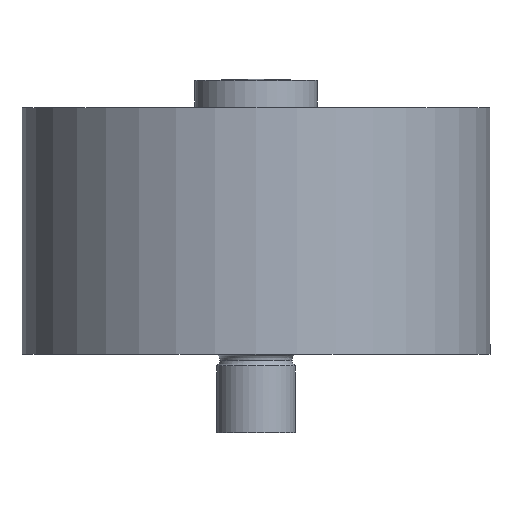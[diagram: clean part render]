
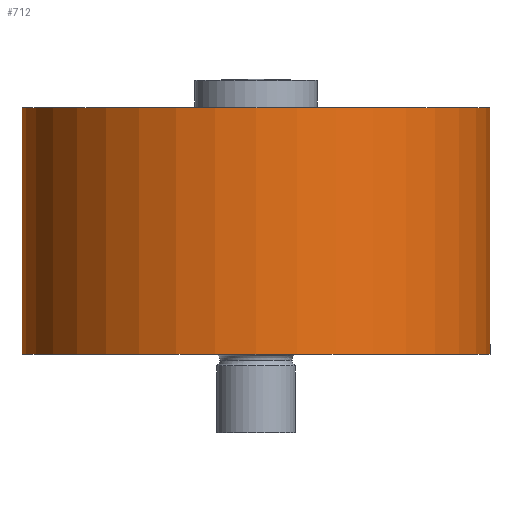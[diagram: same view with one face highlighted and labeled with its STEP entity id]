
A CAD part, front view. The second image highlights one B-rep face of the part: STEP entity #712.
In plain terms, the highlighted cylindrical face has radius 37.846 mm (diameter 75.692 mm), a full revolution.
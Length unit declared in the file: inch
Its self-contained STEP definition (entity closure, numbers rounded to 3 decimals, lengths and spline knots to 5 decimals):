
#629=CARTESIAN_POINT('',(0.0,0.,-0.68));
#630=DIRECTION('',(0.0,0.0,-1.0));
#631=DIRECTION('',(1.0,0.0,0.0));
#632=AXIS2_PLACEMENT_3D('',#629,#630,#631);
#633=CYLINDRICAL_SURFACE('',#632,1.49);
#634=CARTESIAN_POINT('',(-1.49,0.,-0.02));
#635=VERTEX_POINT('',#634);
#636=CARTESIAN_POINT('',(0.0,0.,-0.02));
#637=DIRECTION('',(0.0,0.0,-1.0));
#638=DIRECTION('',(1.0,0.0,0.0));
#639=AXIS2_PLACEMENT_3D('',#636,#637,#638);
#640=CIRCLE('',#639,1.49);
#641=EDGE_CURVE('',#635,#635,#640,.T.);
#642=ORIENTED_EDGE('',*,*,#641,.T.);
#643=EDGE_LOOP('',(#642));
#644=FACE_OUTER_BOUND('',#643,.T.);
#645=CARTESIAN_POINT('',(0.,-1.49,-1.025));
#646=VERTEX_POINT('',#645);
#647=CARTESIAN_POINT('',(0.,-1.49,-1.275));
#648=VERTEX_POINT('',#647);
#649=CARTESIAN_POINT('',(0.,-1.49,-1.025));
#650=CARTESIAN_POINT('',(0.00041,-1.49,-1.02503));
#651=CARTESIAN_POINT('',(0.00082,-1.49,-1.02507));
#652=CARTESIAN_POINT('',(0.01614,-1.48999,-1.02648));
#653=CARTESIAN_POINT('',(0.03069,-1.48975,-1.03048));
#654=CARTESIAN_POINT('',(0.05841,-1.48892,-1.04363));
#655=CARTESIAN_POINT('',(0.07127,-1.48833,-1.05294));
#656=CARTESIAN_POINT('',(0.09266,-1.48715,-1.07543));
#657=CARTESIAN_POINT('',(0.10114,-1.48658,-1.08836));
#658=CARTESIAN_POINT('',(0.11334,-1.4857,-1.11755));
#659=CARTESIAN_POINT('',(0.1166,-1.48543,-1.13368));
#660=CARTESIAN_POINT('',(0.1166,-1.48543,-1.16632));
#661=CARTESIAN_POINT('',(0.11334,-1.4857,-1.18245));
#662=CARTESIAN_POINT('',(0.10114,-1.48658,-1.21164));
#663=CARTESIAN_POINT('',(0.09266,-1.48715,-1.22457));
#664=CARTESIAN_POINT('',(0.07127,-1.48833,-1.24706));
#665=CARTESIAN_POINT('',(0.05841,-1.48892,-1.25637));
#666=CARTESIAN_POINT('',(0.03069,-1.48975,-1.26952));
#667=CARTESIAN_POINT('',(0.01614,-1.48999,-1.27352));
#668=CARTESIAN_POINT('',(0.00082,-1.49,-1.27493));
#669=CARTESIAN_POINT('',(0.00041,-1.49,-1.27497));
#670=CARTESIAN_POINT('',(0.,-1.49,-1.275));
#671=B_SPLINE_CURVE_WITH_KNOTS('',3,(#649,#650,#651,#652,#653,#654,#655,#656,#657,#658,#659,#660,#661,#662,#663,#664,#665,#666,#667,#668,#669,#670),.UNSPECIFIED.,.F.,.U.,(4,2,2,2,2,2,2,2,2,2,4),(-0.00124,0.0,0.04489,0.09208,0.13808,0.18706,0.23603,0.28203,0.32922,0.37411,0.37535),.UNSPECIFIED.);
#672=EDGE_CURVE('',#646,#648,#671,.T.);
#673=ORIENTED_EDGE('',*,*,#672,.T.);
#674=CARTESIAN_POINT('',(0.,-1.49,-1.275));
#675=CARTESIAN_POINT('',(-0.00041,-1.49,-1.27497));
#676=CARTESIAN_POINT('',(-0.00082,-1.49,-1.27493));
#677=CARTESIAN_POINT('',(-0.01614,-1.48999,-1.27352));
#678=CARTESIAN_POINT('',(-0.03069,-1.48975,-1.26952));
#679=CARTESIAN_POINT('',(-0.05841,-1.48892,-1.25637));
#680=CARTESIAN_POINT('',(-0.07127,-1.48833,-1.24706));
#681=CARTESIAN_POINT('',(-0.09266,-1.48715,-1.22457));
#682=CARTESIAN_POINT('',(-0.10114,-1.48658,-1.21164));
#683=CARTESIAN_POINT('',(-0.11334,-1.4857,-1.18245));
#684=CARTESIAN_POINT('',(-0.1166,-1.48543,-1.16632));
#685=CARTESIAN_POINT('',(-0.1166,-1.48543,-1.13368));
#686=CARTESIAN_POINT('',(-0.11334,-1.4857,-1.11755));
#687=CARTESIAN_POINT('',(-0.10114,-1.48658,-1.08836));
#688=CARTESIAN_POINT('',(-0.09266,-1.48715,-1.07543));
#689=CARTESIAN_POINT('',(-0.07127,-1.48833,-1.05294));
#690=CARTESIAN_POINT('',(-0.05841,-1.48892,-1.04363));
#691=CARTESIAN_POINT('',(-0.03069,-1.48975,-1.03048));
#692=CARTESIAN_POINT('',(-0.01614,-1.48999,-1.02648));
#693=CARTESIAN_POINT('',(-0.00082,-1.49,-1.02507));
#694=CARTESIAN_POINT('',(-0.00041,-1.49,-1.02503));
#695=CARTESIAN_POINT('',(0.,-1.49,-1.025));
#696=B_SPLINE_CURVE_WITH_KNOTS('',3,(#674,#675,#676,#677,#678,#679,#680,#681,#682,#683,#684,#685,#686,#687,#688,#689,#690,#691,#692,#693,#694,#695),.UNSPECIFIED.,.F.,.U.,(4,2,2,2,2,2,2,2,2,2,4),(-0.00124,0.0,0.04489,0.09208,0.13808,0.18706,0.23603,0.28203,0.32922,0.37411,0.37535),.UNSPECIFIED.);
#697=EDGE_CURVE('',#648,#646,#696,.T.);
#698=ORIENTED_EDGE('',*,*,#697,.T.);
#699=EDGE_LOOP('',(#673,#698));
#700=FACE_BOUND('',#699,.T.);
#701=CARTESIAN_POINT('',(-1.29038,0.745,-1.59));
#702=VERTEX_POINT('',#701);
#703=CARTESIAN_POINT('',(0.,0.,-1.59));
#704=DIRECTION('',(0.0,0.0,-1.0));
#705=DIRECTION('',(-0.866,0.5,0.0));
#706=AXIS2_PLACEMENT_3D('',#703,#704,#705);
#707=CIRCLE('',#706,1.49);
#708=EDGE_CURVE('',#702,#702,#707,.T.);
#709=ORIENTED_EDGE('',*,*,#708,.F.);
#710=EDGE_LOOP('',(#709));
#711=FACE_BOUND('',#710,.T.);
#712=ADVANCED_FACE('',(#644,#700,#711),#633,.T.);
